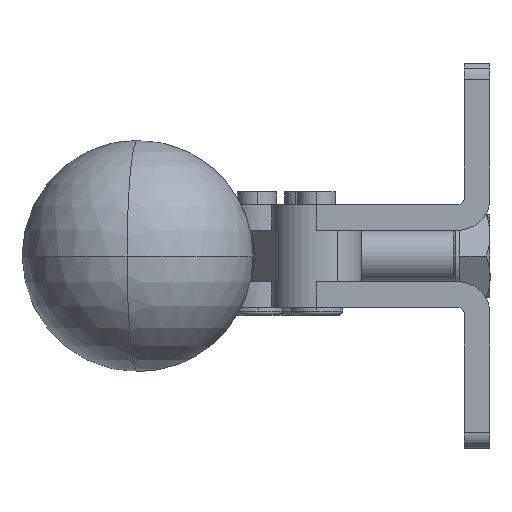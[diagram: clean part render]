
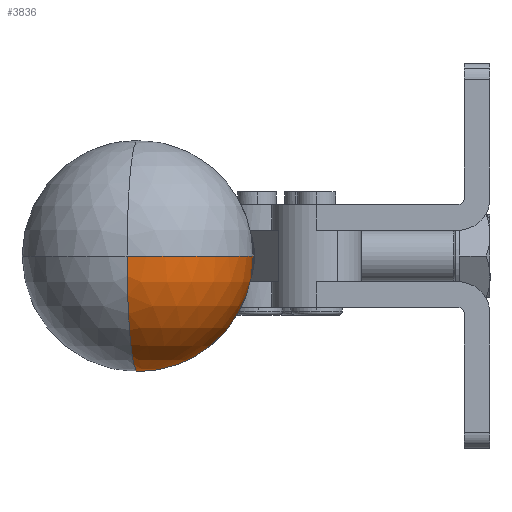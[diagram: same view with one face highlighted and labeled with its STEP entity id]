
A CAD part, left-side view. The second image highlights one B-rep face of the part: STEP entity #3836.
In plain terms, the highlighted spherical face has radius 18 mm.
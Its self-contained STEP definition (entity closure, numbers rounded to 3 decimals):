
#3784=CARTESIAN_POINT('',(-129.505,56.507,-8.));
#3785=VERTEX_POINT('',#3784);
#3804=CARTESIAN_POINT('',(-111.579,54.872,-8.));
#3805=DIRECTION('',(0.0,0.0,-1.0));
#3806=DIRECTION('',(-0.996,0.091,0.));
#3807=AXIS2_PLACEMENT_3D('',#3804,#3805,#3806);
#3808=SPHERICAL_SURFACE('',#3807,18.);
#3809=CARTESIAN_POINT('',(-111.579,54.872,-26.));
#3810=VERTEX_POINT('',#3809);
#3811=CARTESIAN_POINT('',(-111.579,54.872,-8.));
#3812=DIRECTION('',(-0.091,-0.996,0.0));
#3813=DIRECTION('',(0.0,0.0,1.0));
#3814=AXIS2_PLACEMENT_3D('',#3811,#3812,#3813);
#3815=CIRCLE('',#3814,18.);
#3816=EDGE_CURVE('',#3785,#3810,#3815,.T.);
#3817=ORIENTED_EDGE('',*,*,#3816,.T.);
#3818=CARTESIAN_POINT('',(-111.63,36.872,-8.));
#3819=VERTEX_POINT('',#3818);
#3820=CARTESIAN_POINT('',(-111.579,54.872,-8.));
#3821=DIRECTION('',(1.,-0.003,0.));
#3822=DIRECTION('',(-0.003,-1.,0.));
#3823=AXIS2_PLACEMENT_3D('',#3820,#3821,#3822);
#3824=CIRCLE('',#3823,18.);
#3825=EDGE_CURVE('',#3819,#3810,#3824,.T.);
#3826=ORIENTED_EDGE('',*,*,#3825,.F.);
#3827=CARTESIAN_POINT('',(-111.579,54.872,-8.));
#3828=DIRECTION('',(0.,0.,1.));
#3829=DIRECTION('',(0.091,0.996,0.));
#3830=AXIS2_PLACEMENT_3D('',#3827,#3828,#3829);
#3831=CIRCLE('',#3830,18.);
#3832=EDGE_CURVE('',#3785,#3819,#3831,.T.);
#3833=ORIENTED_EDGE('',*,*,#3832,.F.);
#3834=EDGE_LOOP('',(#3817,#3826,#3833));
#3835=FACE_OUTER_BOUND('',#3834,.T.);
#3836=ADVANCED_FACE('',(#3835),#3808,.T.);
